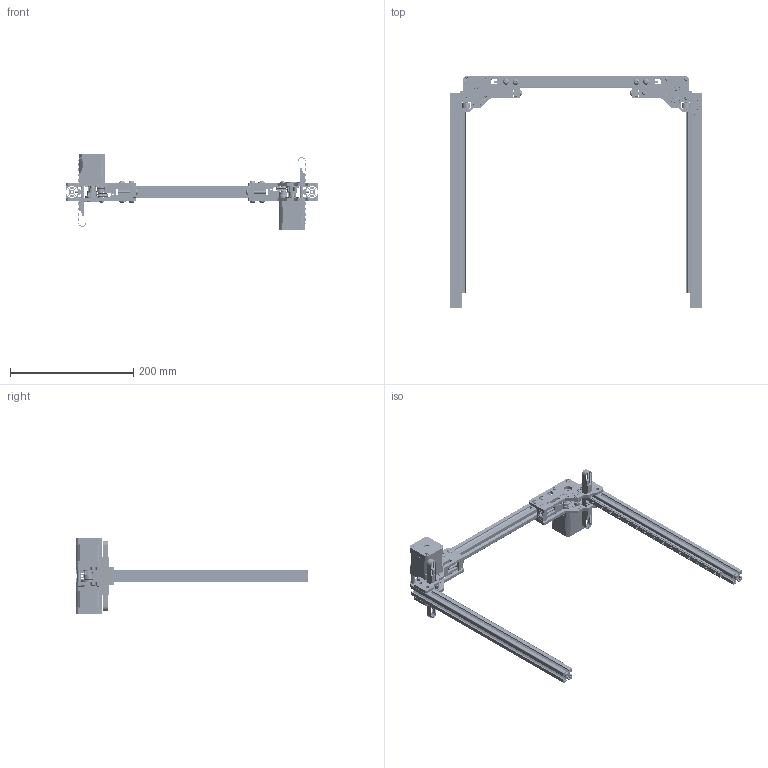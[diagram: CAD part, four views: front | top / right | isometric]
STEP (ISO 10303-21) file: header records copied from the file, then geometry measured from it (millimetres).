
FILE_DESCRIPTION(/* description */ ('','CAx-IF Rec.Pracs.---Representation and Presentation of Product Manufacturing Information (PMI)---4.0---2014-10-13'),/* implementation_level */ '2;1');
FILE_NAME(/* name */ '_22_Sheet_metal_V2_6mm_rear_motor_mounts_NP_2.step',/* time_stamp */ '2025-01-28T17:00:55+01:00',/* author */ (''),/* organization */ (''),/* preprocessor_version */ 'ST-DEVELOPER v20',/* originating_system */ 'Autodesk Translation Framework v13.20.0.188',/* authorisation */ '');
FILE_SCHEMA (('AP242_MANAGED_MODEL_BASED_3D_ENGINEERING_MIM_LF { 1 0 10303 442 1 1 4 }'));
Products named in the file (51): _22_Sheet_metal_V2_6mm_rear_motor_mounts_NP_2; _Sheet_metal_V2_6mm_rear_motor_mount_1; _Sheet_metal_6mm_rear_motor_mount_motion_1; _GT2_20T_6mm_pulley_de-hubbed; NEMA17; _Sheet_metal_V2_6mm_rear_motor_mount_hardware_1; _Hybrid_SLM_V2_6mm_Z_belt_retainer; _Sheet_metal_V2_6mm_rear_motor_mount_1_1; _Sheet_metal_6mm_rear_motor_mount_motion_1_1; GT2 20T 6mm pulley; Shim 0.2mm; Di=5mm L0=5mm compression spring; _GT2_20T_6mm_pulley_de-hubbed_1; GT2 20T 6mm pulley de-hubbed; M4x2.5 set screw; F695 flanged bearing; Shim 1mm; Shim 0.5mm; M5xD8x5 spacer; D5x30 smooth pin; NEMA17_1; _stepper; _standard shaft; _Sheet_metal_V2_6mm_rear_motor_mount_hardware_1_1; M5 washer; Tensioner wire for 6mm; M3x6 BHCS; M5x30 BHCS; M3x6 FHCS; M3x35 BHCS; M3 washer; M3xD6x20 spacer; M5x10 BHCS; M3x8 FHCS; Sheet_metal_V2_rear_motor_mount_b_4.7-5mm; Sheet_metal_6mm_tensioner_c_4.7-5mm; Sheet_metal_6mm_tensioner_a_4.7-5mm; _Hybrid_SLM_V2_6mm_Z_belt_retainer_1; _Hybrid_SLM_V2_6mm_Z_belt; Hybrid_SLM_V2_Z_belt_clip_b ...
Assembly tree (173 placements, depth 5):
  _22_Sheet_metal_V2_6mm_rear_motor_mounts_NP_2
    _Sheet_metal_V2_6mm_rear_motor_mount_1
      _Sheet_metal_6mm_rear_motor_mount_motion_1
        F695 flanged bearing  x5
        GT2 20T 6mm pulley
        Shim 0.2mm
        Di=5mm L0=5mm compression spring
        D5x30 smooth pin  x2
        _GT2_20T_6mm_pulley_de-hubbed
          GT2 20T 6mm pulley de-hubbed
          M4x2.5 set screw  x2
        Shim 1mm  x3
        M5xD8x5 spacer  x2
        Shim 0.5mm
        NEMA17
          _stepper
          _standard shaft
      _Sheet_metal_V2_6mm_rear_motor_mount_hardware_1
        M5 washer
        M3x6 FHCS  x4
        Tensioner wire for 6mm
        M3x6 BHCS
        M5x30 BHCS
        M3 washer  x3
        M3x35 BHCS  x3
        M5 2020 drop-in T-nut  x4
        M5x10 BHCS  x4
        M3xD6x20 spacer  x3
        M3x8 FHCS  x2
      Sheet_metal_V2_rear_motor_mount_b_4.7-5mm
      Sheet_metal_6mm_tensioner_c_4.7-5mm
      Sheet_metal_6mm_tensioner_a_4.7-5mm
      _Hybrid_SLM_V2_6mm_Z_belt_retainer
        _Hybrid_SLM_V2_6mm_Z_belt
        Hybrid_SLM_V2_Z_belt_clip_a  x2
        Hybrid_SLM_V2_Z_belt_clip_b  x2
      Sheet_metal_6mm_tensioner_b_4.7-5mm
      Sheet_metal_V2_rear_motor_mount_a_4.7-5mm
      Sheet_metal_6mm_spacer_b_2_or_2.5mm
    _Sheet_metal_V2_6mm_rear_motor_mount_1_1
      _Sheet_metal_6mm_rear_motor_mount_motion_1_1
        F695 flanged bearing  x5
        GT2 20T 6mm pulley
        Shim 0.2mm
        Di=5mm L0=5mm compression spring
        D5x30 smooth pin  x2
        _GT2_20T_6mm_pulley_de-hubbed_1
          GT2 20T 6mm pulley de-hubbed
          M4x2.5 set screw  x2
        Shim 1mm  x3
        M5xD8x5 spacer  x2
        Shim 0.5mm
        NEMA17_1
          _stepper
          _standard shaft
      _Sheet_metal_V2_6mm_rear_motor_mount_hardware_1_1
        M5 washer
        M3x6 FHCS  x4
        Tensioner wire for 6mm
        M3x6 BHCS
Bounding box: 410 x 378.1 x 124 mm (x, y, z)
Volume: 494548.4 mm3; surface area: 336362.3 mm2
Topology: 175 solids, 175 shells, 5729 faces, 14581 edges, 9374 vertices
Faces by surface type: plane 3258, cylinder 1527, cone 758, bspline 102, torus 66, sphere 18
Full cylindrical faces by diameter (mm): 2.464 x8, 2.5 x18, 3 x66, 3.1 x20, 3.2 x6, 3.4 x6, 3.5 x30, 4 x4, 4.2 x21, 5 x44, 5.001 x2, 5.1 x8, 5.3 x2, 5.5 x30, 5.7 x8, 6 x48, 6.5 x22, 7 x6, 7.823 x4, 8 x14, 8.141 x4, 9 x2, 9.5 x10, 10 x4, 11.5 x20, 12 x4, 13 x10, 13.03 x8, 15 x10, 16 x8
Entity records: 73973 total; most frequent: CARTESIAN_POINT 15066, DIRECTION 12220, ORIENTED_EDGE 11760, EDGE_CURVE 5880, LINE 4124, VECTOR 4124, AXIS2_PLACEMENT_3D 4048, VERTEX_POINT 3836
